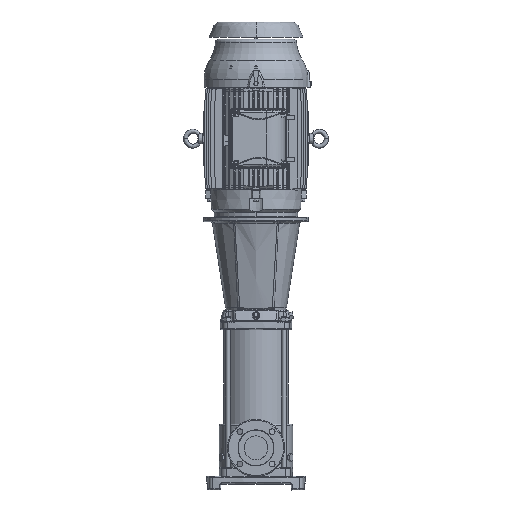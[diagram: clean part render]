
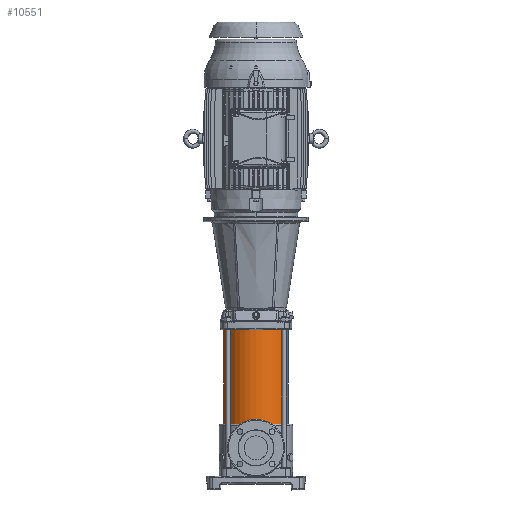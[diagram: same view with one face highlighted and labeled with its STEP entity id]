
A CAD part, top view. The second image highlights one B-rep face of the part: STEP entity #10551.
In plain terms, the highlighted cylindrical face has radius 108 mm (diameter 216 mm), a partial arc.
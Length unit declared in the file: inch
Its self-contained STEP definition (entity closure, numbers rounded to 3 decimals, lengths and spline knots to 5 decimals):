
#2683 = DIRECTION ( 'NONE',  ( 0., 1., 0. ) ) ;
#4427 = CIRCLE ( 'NONE', #58439, 4.25197 ) ;
#6822 = AXIS2_PLACEMENT_3D ( 'NONE', #36552, #43815, #73476 ) ;
#10551 = ADVANCED_FACE ( 'NONE', ( #100120 ), #55950, .T. ) ;
#11580 = VERTEX_POINT ( 'NONE', #118048 ) ;
#20899 = EDGE_CURVE ( 'NONE', #56823, #75886, #105510, .T. ) ;
#24158 = CARTESIAN_POINT ( 'NONE',  ( 0., 14.97244, -4.25197 ) ) ;
#29619 = VECTOR ( 'NONE', #101016, 39.37008 ) ;
#35746 = CARTESIAN_POINT ( 'NONE',  ( 0., 2.55906, 4.25197 ) ) ;
#36552 = CARTESIAN_POINT ( 'NONE',  ( 0., 14.97244, 0. ) ) ;
#43815 = DIRECTION ( 'NONE',  ( 0., -1., 0. ) ) ;
#48611 = CARTESIAN_POINT ( 'NONE',  ( 0., 2.55906, 0. ) ) ;
#49842 = CARTESIAN_POINT ( 'NONE',  ( 0., 2.55906, -4.25197 ) ) ;
#54781 = CARTESIAN_POINT ( 'NONE',  ( 0., 2.55906, 0. ) ) ;
#55054 = CIRCLE ( 'NONE', #6822, 4.25197 ) ;
#55950 = CYLINDRICAL_SURFACE ( 'NONE', #102395, 4.25197 ) ;
#56823 = VERTEX_POINT ( 'NONE', #93679 ) ;
#58439 = AXIS2_PLACEMENT_3D ( 'NONE', #48611, #2683, #103652 ) ;
#72920 = VECTOR ( 'NONE', #104308, 39.37008 ) ;
#73476 = DIRECTION ( 'NONE',  ( 0., 0., 1. ) ) ;
#73540 = DIRECTION ( 'NONE',  ( 0., 0., 1. ) ) ;
#75886 = VERTEX_POINT ( 'NONE', #24158 ) ;
#77556 = ORIENTED_EDGE ( 'NONE', *, *, #108828, .T. ) ;
#82318 = EDGE_CURVE ( 'NONE', #11580, #75886, #55054, .T. ) ;
#82451 = ORIENTED_EDGE ( 'NONE', *, *, #82318, .T. ) ;
#93679 = CARTESIAN_POINT ( 'NONE',  ( 0., 2.55906, -4.25197 ) ) ;
#98627 = LINE ( 'NONE', #100398, #29619 ) ;
#100120 = FACE_OUTER_BOUND ( 'NONE', #101861, .T. ) ;
#100398 = CARTESIAN_POINT ( 'NONE',  ( 0., 2.55906, 4.25197 ) ) ;
#100504 = ORIENTED_EDGE ( 'NONE', *, *, #119207, .T. ) ;
#101016 = DIRECTION ( 'NONE',  ( 0., 1., 0. ) ) ;
#101861 = EDGE_LOOP ( 'NONE', ( #111341, #100504, #77556, #82451 ) ) ;
#102310 = VERTEX_POINT ( 'NONE', #35746 ) ;
#102395 = AXIS2_PLACEMENT_3D ( 'NONE', #54781, #110445, #73540 ) ;
#103652 = DIRECTION ( 'NONE',  ( 0., 0., 1. ) ) ;
#104308 = DIRECTION ( 'NONE',  ( 0., 1., 0. ) ) ;
#105510 = LINE ( 'NONE', #49842, #72920 ) ;
#108828 = EDGE_CURVE ( 'NONE', #102310, #11580, #98627, .T. ) ;
#110445 = DIRECTION ( 'NONE',  ( 0., 1., 0. ) ) ;
#111341 = ORIENTED_EDGE ( 'NONE', *, *, #20899, .F. ) ;
#118048 = CARTESIAN_POINT ( 'NONE',  ( 0., 14.97244, 4.25197 ) ) ;
#119207 = EDGE_CURVE ( 'NONE', #56823, #102310, #4427, .T. ) ;
